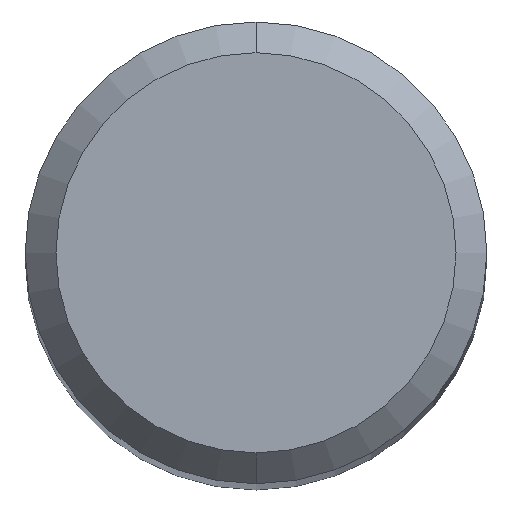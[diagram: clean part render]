
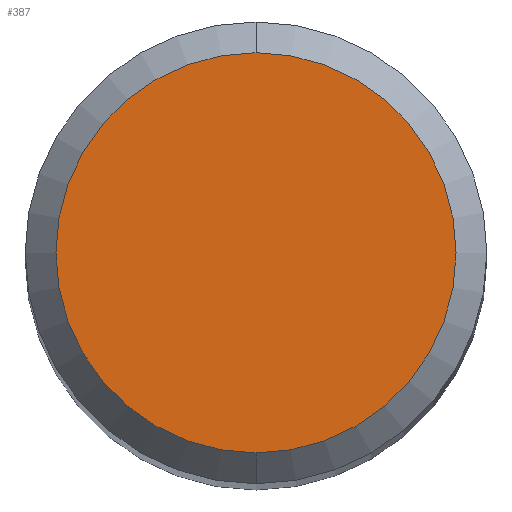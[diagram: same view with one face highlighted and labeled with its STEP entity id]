
A CAD part, top view. The second image highlights one B-rep face of the part: STEP entity #387.
In plain terms, the highlighted planar face has unit normal (0, 0, 1).
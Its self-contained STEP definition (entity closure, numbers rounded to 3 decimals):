
#197=VERTEX_POINT('',#493);
#235=EDGE_CURVE('',#283,#197,#531,.T.);
#283=VERTEX_POINT('',#586);
#327=EDGE_CURVE('',#197,#283,#635,.T.);
#387=ADVANCED_FACE('',(#701),#702,.T.);
#493=CARTESIAN_POINT('',(0.,-2.6,0.));
#531=CIRCLE('',#984,2.6);
#586=CARTESIAN_POINT('',(0.0,2.6,0.));
#635=CIRCLE('',#1176,2.6);
#701=FACE_OUTER_BOUND('',#1300,.T.);
#702=PLANE('',#1301);
#984=AXIS2_PLACEMENT_3D('',#1437,#1438,#1439);
#1176=AXIS2_PLACEMENT_3D('',#1589,#1590,#1591);
#1300=EDGE_LOOP('',(#1661,#1662));
#1301=AXIS2_PLACEMENT_3D('',#1663,#1664,#1665);
#1437=CARTESIAN_POINT('',(0.0,0.0,0.));
#1438=DIRECTION('',(0.0,0.0,-1.0));
#1439=DIRECTION('',(0.0,1.0,0.0));
#1589=CARTESIAN_POINT('',(0.0,0.0,0.));
#1590=DIRECTION('',(0.0,0.0,-1.0));
#1591=DIRECTION('',(0.0,1.0,0.0));
#1661=ORIENTED_EDGE('',*,*,#235,.F.);
#1662=ORIENTED_EDGE('',*,*,#327,.F.);
#1663=CARTESIAN_POINT('',(0.0,1.3,0.));
#1664=DIRECTION('',(-0.0,0.0,1.0));
#1665=DIRECTION('',(0.0,-1.0,0.0));
